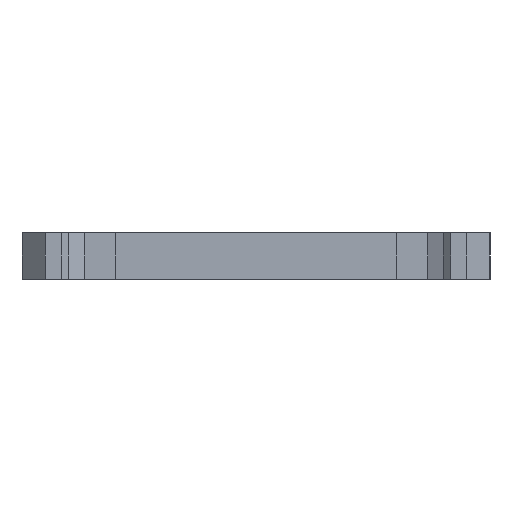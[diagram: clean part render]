
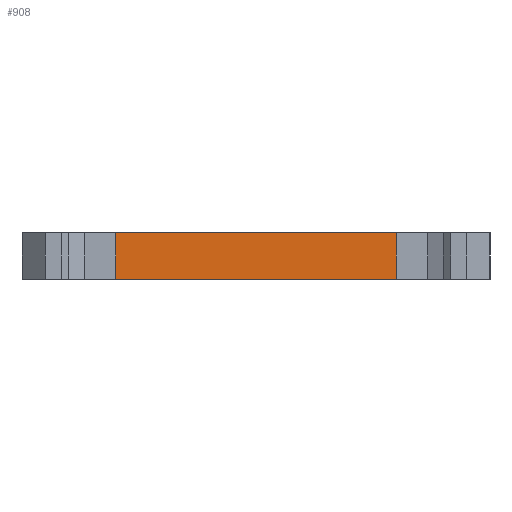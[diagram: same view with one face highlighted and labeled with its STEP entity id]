
A CAD part, front view. The second image highlights one B-rep face of the part: STEP entity #908.
In plain terms, the highlighted planar face has unit normal (0, -1, 0).
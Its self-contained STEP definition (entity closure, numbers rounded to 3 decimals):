
#76 = EDGE_CURVE ( 'NONE', #173, #878, #1016, .T. ) ;
#126 = VERTEX_POINT ( 'NONE', #1557 ) ;
#173 = VERTEX_POINT ( 'NONE', #1118 ) ;
#250 = PLANE ( 'NONE',  #1268 ) ;
#339 = LINE ( 'NONE', #432, #655 ) ;
#378 = CARTESIAN_POINT ( 'NONE',  ( 9., -24., 30.5 ) ) ;
#381 = CARTESIAN_POINT ( 'NONE',  ( 0., -24., 30.5 ) ) ;
#396 = EDGE_CURVE ( 'NONE', #1726, #173, #1451, .T. ) ;
#432 = CARTESIAN_POINT ( 'NONE',  ( -9., -24., 30.5 ) ) ;
#444 = CARTESIAN_POINT ( 'NONE',  ( -9., -24., 27.5 ) ) ;
#479 = EDGE_CURVE ( 'NONE', #1726, #126, #945, .T. ) ;
#559 = DIRECTION ( 'NONE',  ( 0., 0., -1. ) ) ;
#587 = CARTESIAN_POINT ( 'NONE',  ( 0., -24., 27.5 ) ) ;
#590 = ORIENTED_EDGE ( 'NONE', *, *, #396, .F. ) ;
#593 = DIRECTION ( 'NONE',  ( -1., 0., 0. ) ) ;
#655 = VECTOR ( 'NONE', #1519, 1000. ) ;
#670 = VECTOR ( 'NONE', #593, 1000. ) ;
#724 = VECTOR ( 'NONE', #1780, 1000. ) ;
#784 = DIRECTION ( 'NONE',  ( 0., -1., 0. ) ) ;
#878 = VERTEX_POINT ( 'NONE', #444 ) ;
#908 = ADVANCED_FACE ( 'NONE', ( #1066 ), #250, .T. ) ;
#945 = LINE ( 'NONE', #381, #724 ) ;
#1016 = LINE ( 'NONE', #587, #670 ) ;
#1066 = FACE_OUTER_BOUND ( 'NONE', #1599, .T. ) ;
#1080 = VECTOR ( 'NONE', #559, 1000. ) ;
#1118 = CARTESIAN_POINT ( 'NONE',  ( 9., -24., 27.5 ) ) ;
#1121 = ORIENTED_EDGE ( 'NONE', *, *, #1489, .T. ) ;
#1171 = ORIENTED_EDGE ( 'NONE', *, *, #76, .F. ) ;
#1268 = AXIS2_PLACEMENT_3D ( 'NONE', #1632, #784, #1793 ) ;
#1374 = ORIENTED_EDGE ( 'NONE', *, *, #479, .T. ) ;
#1451 = LINE ( 'NONE', #1504, #1080 ) ;
#1489 = EDGE_CURVE ( 'NONE', #126, #878, #339, .T. ) ;
#1504 = CARTESIAN_POINT ( 'NONE',  ( 9., -24., 30.5 ) ) ;
#1519 = DIRECTION ( 'NONE',  ( 0., 0., -1. ) ) ;
#1557 = CARTESIAN_POINT ( 'NONE',  ( -9., -24., 30.5 ) ) ;
#1599 = EDGE_LOOP ( 'NONE', ( #1171, #590, #1374, #1121 ) ) ;
#1632 = CARTESIAN_POINT ( 'NONE',  ( 0., -24., 30.5 ) ) ;
#1726 = VERTEX_POINT ( 'NONE', #378 ) ;
#1780 = DIRECTION ( 'NONE',  ( -1., 0., 0. ) ) ;
#1793 = DIRECTION ( 'NONE',  ( 1., 0., 0. ) ) ;
